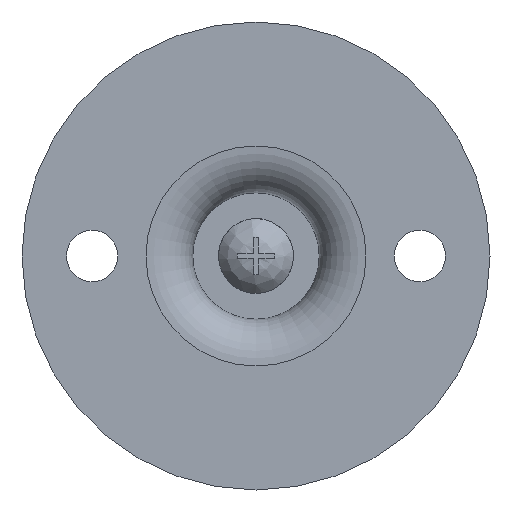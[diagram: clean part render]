
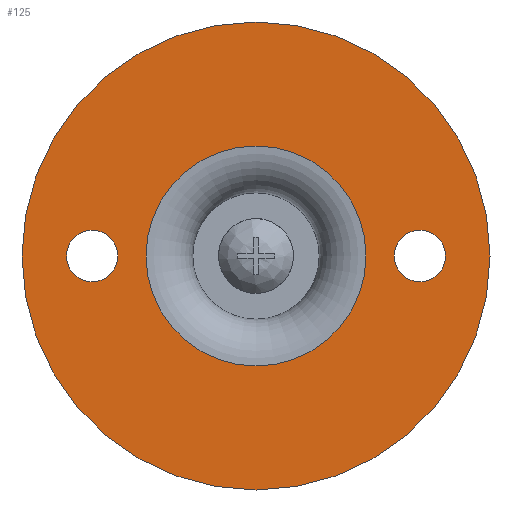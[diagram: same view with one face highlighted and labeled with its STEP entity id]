
A CAD part, front view. The second image highlights one B-rep face of the part: STEP entity #125.
In plain terms, the highlighted planar face has unit normal (0, -1, 0).
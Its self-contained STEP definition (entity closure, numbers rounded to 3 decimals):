
#125 = ADVANCED_FACE( '', ( #271, #272, #273, #274 ), #275, .F. );
#271 = FACE_BOUND( '', #472, .T. );
#272 = FACE_BOUND( '', #473, .T. );
#273 = FACE_OUTER_BOUND( '', #474, .T. );
#274 = FACE_BOUND( '', #475, .T. );
#275 = PLANE( '', #476 );
#472 = EDGE_LOOP( '', ( #765 ) );
#473 = EDGE_LOOP( '', ( #766 ) );
#474 = EDGE_LOOP( '', ( #767 ) );
#475 = EDGE_LOOP( '', ( #768 ) );
#476 = AXIS2_PLACEMENT_3D( '', #769, #770, #771 );
#765 = ORIENTED_EDGE( '', *, *, #993, .F. );
#766 = ORIENTED_EDGE( '', *, *, #1024, .F. );
#767 = ORIENTED_EDGE( '', *, *, #1025, .T. );
#768 = ORIENTED_EDGE( '', *, *, #944, .T. );
#769 = CARTESIAN_POINT( '', ( 25., 0., 0. ) );
#770 = DIRECTION( '', ( 0., 1., 0. ) );
#771 = DIRECTION( '', ( 0., 0., 1. ) );
#944 = EDGE_CURVE( '', #1106, #1106, #1107, .T. );
#993 = EDGE_CURVE( '', #1183, #1183, #1184, .T. );
#1024 = EDGE_CURVE( '', #1224, #1224, #1225, .F. );
#1025 = EDGE_CURVE( '', #1226, #1226, #1227, .T. );
#1106 = VERTEX_POINT( '', #1341 );
#1107 = CIRCLE( '', #1342, 2.75 );
#1183 = VERTEX_POINT( '', #1498 );
#1184 = CIRCLE( '', #1499, 11.75 );
#1224 = VERTEX_POINT( '', #1607 );
#1225 = CIRCLE( '', #1608, 2.75 );
#1226 = VERTEX_POINT( '', #1609 );
#1227 = CIRCLE( '', #1610, 25. );
#1341 = CARTESIAN_POINT( '', ( -14.75, 0., 0. ) );
#1342 = AXIS2_PLACEMENT_3D( '', #1696, #1697, #1698 );
#1498 = CARTESIAN_POINT( '', ( 0., 0., -11.75 ) );
#1499 = AXIS2_PLACEMENT_3D( '', #1730, #1731, #1732 );
#1607 = CARTESIAN_POINT( '', ( 17.5, 0., 2.75 ) );
#1608 = AXIS2_PLACEMENT_3D( '', #1750, #1751, #1752 );
#1609 = CARTESIAN_POINT( '', ( 0., 0., -25. ) );
#1610 = AXIS2_PLACEMENT_3D( '', #1753, #1754, #1755 );
#1696 = CARTESIAN_POINT( '', ( -17.5, 0., 0. ) );
#1697 = DIRECTION( '', ( 0., 1., 0. ) );
#1698 = DIRECTION( '', ( 1., 0., 0. ) );
#1730 = CARTESIAN_POINT( '', ( 0., 0., 0. ) );
#1731 = DIRECTION( '', ( 0., -1., 0. ) );
#1732 = DIRECTION( '', ( 0., 0., -1. ) );
#1750 = CARTESIAN_POINT( '', ( 17.5, 0., 0. ) );
#1751 = DIRECTION( '', ( 0., 1., 0. ) );
#1752 = DIRECTION( '', ( 0., 0., 1. ) );
#1753 = CARTESIAN_POINT( '', ( 0., 0., 0. ) );
#1754 = DIRECTION( '', ( 0., -1., 0. ) );
#1755 = DIRECTION( '', ( 0., 0., -1. ) );
